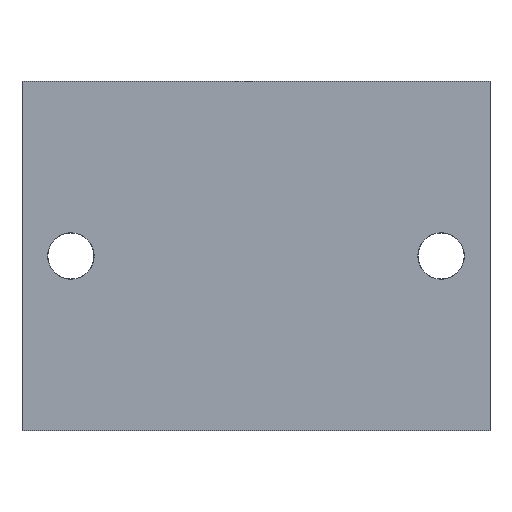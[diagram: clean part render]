
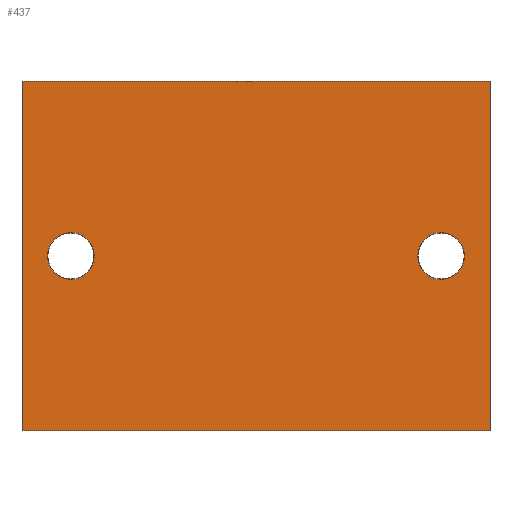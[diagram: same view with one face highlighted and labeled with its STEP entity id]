
A CAD part, front view. The second image highlights one B-rep face of the part: STEP entity #437.
In plain terms, the highlighted planar face has unit normal (0, -1, 0).
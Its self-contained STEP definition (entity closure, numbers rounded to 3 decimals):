
#38=FACE_BOUND('',#109,.T.);
#39=FACE_BOUND('',#110,.T.);
#51=PLANE('',#541);
#75=FACE_OUTER_BOUND('',#108,.T.);
#108=EDGE_LOOP('',(#372,#373,#374,#375));
#109=EDGE_LOOP('',(#376));
#110=EDGE_LOOP('',(#377));
#133=LINE('',#798,#163);
#140=LINE('',#811,#170);
#148=LINE('',#827,#178);
#149=LINE('',#829,#179);
#163=VECTOR('',#633,10.);
#170=VECTOR('',#642,10.);
#178=VECTOR('',#658,10.);
#179=VECTOR('',#661,10.);
#185=CIRCLE('',#514,3.324);
#188=CIRCLE('',#519,3.324);
#209=VERTEX_POINT('',#752);
#212=VERTEX_POINT('',#762);
#221=VERTEX_POINT('',#794);
#223=VERTEX_POINT('',#797);
#227=VERTEX_POINT('',#807);
#232=VERTEX_POINT('',#825);
#247=EDGE_CURVE('',#209,#209,#185,.T.);
#252=EDGE_CURVE('',#212,#212,#188,.T.);
#268=EDGE_CURVE('',#223,#221,#133,.T.);
#275=EDGE_CURVE('',#227,#223,#140,.T.);
#283=EDGE_CURVE('',#221,#232,#148,.T.);
#284=EDGE_CURVE('',#232,#227,#149,.T.);
#372=ORIENTED_EDGE('',*,*,#284,.T.);
#373=ORIENTED_EDGE('',*,*,#275,.T.);
#374=ORIENTED_EDGE('',*,*,#268,.T.);
#375=ORIENTED_EDGE('',*,*,#283,.T.);
#376=ORIENTED_EDGE('',*,*,#247,.T.);
#377=ORIENTED_EDGE('',*,*,#252,.T.);
#437=ADVANCED_FACE('',(#75,#38,#39),#51,.T.);
#514=AXIS2_PLACEMENT_3D('',#753,#580,#581);
#519=AXIS2_PLACEMENT_3D('',#763,#592,#593);
#541=AXIS2_PLACEMENT_3D('',#828,#659,#660);
#580=DIRECTION('center_axis',(0.,1.,0.));
#581=DIRECTION('ref_axis',(1.,0.,0.));
#592=DIRECTION('center_axis',(0.,1.,0.));
#593=DIRECTION('ref_axis',(1.,0.,0.));
#633=DIRECTION('',(1.,0.,0.));
#642=DIRECTION('',(0.,0.,-1.));
#658=DIRECTION('',(0.,0.,1.));
#659=DIRECTION('center_axis',(0.,-1.,0.));
#660=DIRECTION('ref_axis',(0.,0.,-1.));
#661=DIRECTION('',(-1.,0.,0.));
#752=CARTESIAN_POINT('',(23.177,-30.,0.));
#753=CARTESIAN_POINT('Origin',(26.5,-30.,0.));
#762=CARTESIAN_POINT('',(-29.824,-30.,0.));
#763=CARTESIAN_POINT('Origin',(-26.5,-30.,0.));
#794=CARTESIAN_POINT('',(33.5,-30.,-25.));
#797=CARTESIAN_POINT('',(-33.5,-30.,-25.));
#798=CARTESIAN_POINT('',(-33.5,-30.,-25.));
#807=CARTESIAN_POINT('',(-33.5,-30.,25.));
#811=CARTESIAN_POINT('',(-33.5,-30.,0.));
#825=CARTESIAN_POINT('',(33.5,-30.,25.));
#827=CARTESIAN_POINT('',(33.5,-30.,0.));
#828=CARTESIAN_POINT('Origin',(33.5,-30.,0.));
#829=CARTESIAN_POINT('',(-33.5,-30.,25.));
